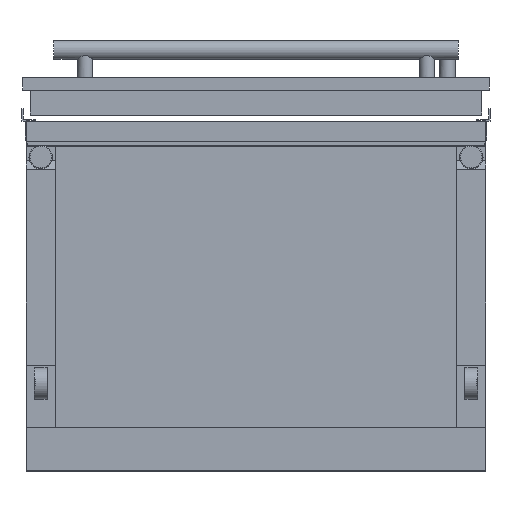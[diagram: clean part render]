
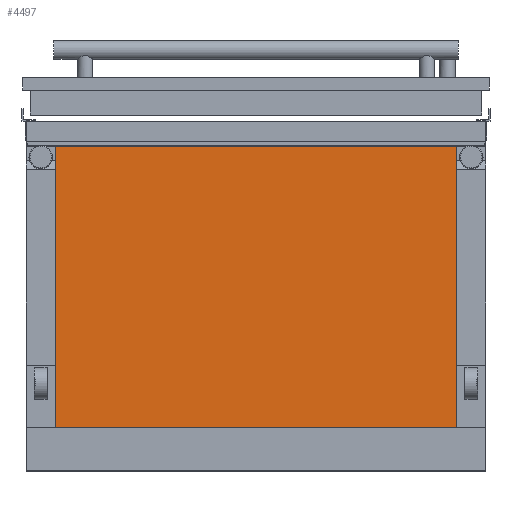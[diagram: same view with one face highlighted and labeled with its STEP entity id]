
A CAD part, front view. The second image highlights one B-rep face of the part: STEP entity #4497.
In plain terms, the highlighted planar face has unit normal (0, -1, 0).
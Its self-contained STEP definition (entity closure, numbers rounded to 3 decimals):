
#186 = LINE ( 'NONE', #10166, #4799 ) ;
#820 = EDGE_CURVE ( 'NONE', #6394, #8241, #8893, .T. ) ;
#986 = ORIENTED_EDGE ( 'NONE', *, *, #7886, .F. ) ;
#1680 = CARTESIAN_POINT ( 'NONE',  ( 368., -990.85, -210.4 ) ) ;
#1893 = CARTESIAN_POINT ( 'NONE',  ( -321., -990.85, -210.4 ) ) ;
#2075 = ORIENTED_EDGE ( 'NONE', *, *, #820, .F. ) ;
#2489 = VECTOR ( 'NONE', #3920, 1000. ) ;
#2809 = LINE ( 'NONE', #1680, #10155 ) ;
#3123 = VERTEX_POINT ( 'NONE', #1893 ) ;
#3920 = DIRECTION ( 'NONE',  ( 1., 0., 0. ) ) ;
#4402 = DIRECTION ( 'NONE',  ( 0., 0., 1. ) ) ;
#4497 = ADVANCED_FACE ( 'NONE', ( #11069 ), #10487, .F. ) ;
#4799 = VECTOR ( 'NONE', #10096, 1000. ) ;
#5043 = ORIENTED_EDGE ( 'NONE', *, *, #11160, .T. ) ;
#5214 = CARTESIAN_POINT ( 'NONE',  ( 321., -990.85, -280. ) ) ;
#5278 = LINE ( 'NONE', #5352, #11121 ) ;
#5352 = CARTESIAN_POINT ( 'NONE',  ( 321., -990.85, -280. ) ) ;
#5533 = DIRECTION ( 'NONE',  ( 0., 0., 1. ) ) ;
#6083 = DIRECTION ( 'NONE',  ( 0., 1., 0. ) ) ;
#6394 = VERTEX_POINT ( 'NONE', #9359 ) ;
#6635 = ORIENTED_EDGE ( 'NONE', *, *, #8818, .T. ) ;
#7765 = DIRECTION ( 'NONE',  ( 1., 0., 0. ) ) ;
#7886 = EDGE_CURVE ( 'NONE', #3123, #6394, #186, .T. ) ;
#8004 = EDGE_LOOP ( 'NONE', ( #986, #5043, #6635, #2075 ) ) ;
#8155 = AXIS2_PLACEMENT_3D ( 'NONE', #5214, #6083, #4402 ) ;
#8241 = VERTEX_POINT ( 'NONE', #8835 ) ;
#8411 = VERTEX_POINT ( 'NONE', #9089 ) ;
#8818 = EDGE_CURVE ( 'NONE', #8411, #8241, #5278, .T. ) ;
#8835 = CARTESIAN_POINT ( 'NONE',  ( 321., -990.85, 240. ) ) ;
#8893 = LINE ( 'NONE', #9129, #2489 ) ;
#9089 = CARTESIAN_POINT ( 'NONE',  ( 321., -990.85, -210.4 ) ) ;
#9129 = CARTESIAN_POINT ( 'NONE',  ( 321., -990.85, 240. ) ) ;
#9359 = CARTESIAN_POINT ( 'NONE',  ( -321., -990.85, 240. ) ) ;
#10096 = DIRECTION ( 'NONE',  ( 0., 0., 1. ) ) ;
#10155 = VECTOR ( 'NONE', #7765, 1000. ) ;
#10166 = CARTESIAN_POINT ( 'NONE',  ( -321., -990.85, -280. ) ) ;
#10487 = PLANE ( 'NONE',  #8155 ) ;
#11069 = FACE_OUTER_BOUND ( 'NONE', #8004, .T. ) ;
#11121 = VECTOR ( 'NONE', #5533, 1000. ) ;
#11160 = EDGE_CURVE ( 'NONE', #3123, #8411, #2809, .T. ) ;
